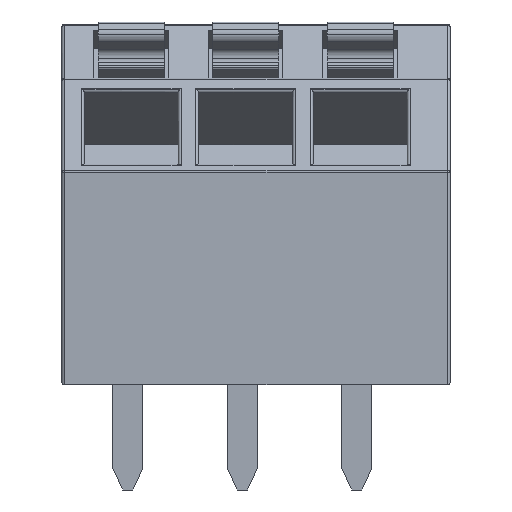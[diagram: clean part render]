
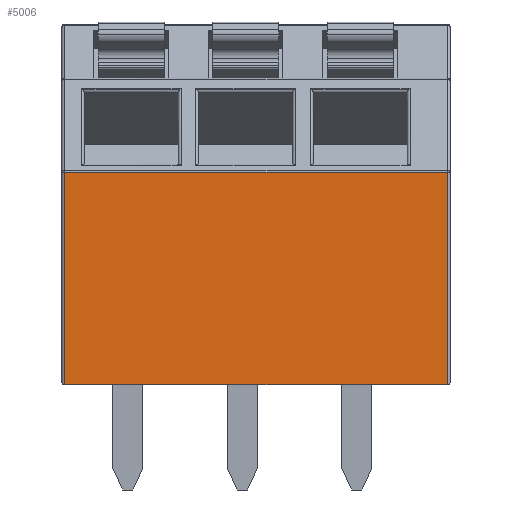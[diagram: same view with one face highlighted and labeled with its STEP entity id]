
A CAD part, front view. The second image highlights one B-rep face of the part: STEP entity #5006.
In plain terms, the highlighted planar face has unit normal (0, -1, 0).
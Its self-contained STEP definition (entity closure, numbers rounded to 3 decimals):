
#609 = VECTOR ( 'NONE', #14604, 1000. ) ;
#1098 = DIRECTION ( 'NONE',  ( -1., 0., 0. ) ) ;
#1545 = VERTEX_POINT ( 'NONE', #13340 ) ;
#1988 = VERTEX_POINT ( 'NONE', #24243 ) ;
#2531 = ORIENTED_EDGE ( 'NONE', *, *, #21770, .T. ) ;
#5006 = ADVANCED_FACE ( 'NONE', ( #14574 ), #10689, .F. ) ;
#5643 = LINE ( 'NONE', #24647, #15643 ) ;
#6239 = AXIS2_PLACEMENT_3D ( 'NONE', #8455, #20343, #1098 ) ;
#7004 = ORIENTED_EDGE ( 'NONE', *, *, #19521, .T. ) ;
#7453 = CARTESIAN_POINT ( 'NONE',  ( -6.01, -5.6, 7.072 ) ) ;
#8073 = VECTOR ( 'NONE', #20336, 1000. ) ;
#8455 = CARTESIAN_POINT ( 'NONE',  ( -6.01, -5.6, 12. ) ) ;
#10232 = VECTOR ( 'NONE', #24690, 1000. ) ;
#10689 = PLANE ( 'NONE',  #6239 ) ;
#13340 = CARTESIAN_POINT ( 'NONE',  ( -5.91, -5.6, 0. ) ) ;
#13714 = CARTESIAN_POINT ( 'NONE',  ( 6.82, -5.6, 7.072 ) ) ;
#13795 = CARTESIAN_POINT ( 'NONE',  ( 6.82, -5.6, 0. ) ) ;
#14117 = LINE ( 'NONE', #7453, #10232 ) ;
#14574 = FACE_OUTER_BOUND ( 'NONE', #17233, .T. ) ;
#14604 = DIRECTION ( 'NONE',  ( 1., 0., 0. ) ) ;
#15028 = ORIENTED_EDGE ( 'NONE', *, *, #19398, .T. ) ;
#15643 = VECTOR ( 'NONE', #19067, 1000. ) ;
#16121 = LINE ( 'NONE', #16237, #609 ) ;
#16237 = CARTESIAN_POINT ( 'NONE',  ( -6.01, -5.6, 0. ) ) ;
#16376 = VERTEX_POINT ( 'NONE', #13795 ) ;
#16442 = CARTESIAN_POINT ( 'NONE',  ( -5.91, -5.6, 12. ) ) ;
#17233 = EDGE_LOOP ( 'NONE', ( #20702, #7004, #2531, #15028 ) ) ;
#19067 = DIRECTION ( 'NONE',  ( 0., 0., 1. ) ) ;
#19398 = EDGE_CURVE ( 'NONE', #1988, #1545, #21613, .T. ) ;
#19521 = EDGE_CURVE ( 'NONE', #16376, #22765, #5643, .T. ) ;
#20336 = DIRECTION ( 'NONE',  ( 0., 0., -1. ) ) ;
#20343 = DIRECTION ( 'NONE',  ( 0., 1., 0. ) ) ;
#20702 = ORIENTED_EDGE ( 'NONE', *, *, #22527, .T. ) ;
#21613 = LINE ( 'NONE', #16442, #8073 ) ;
#21770 = EDGE_CURVE ( 'NONE', #22765, #1988, #14117, .T. ) ;
#22527 = EDGE_CURVE ( 'NONE', #1545, #16376, #16121, .T. ) ;
#22765 = VERTEX_POINT ( 'NONE', #13714 ) ;
#24243 = CARTESIAN_POINT ( 'NONE',  ( -5.91, -5.6, 7.072 ) ) ;
#24647 = CARTESIAN_POINT ( 'NONE',  ( 6.82, -5.6, 12. ) ) ;
#24690 = DIRECTION ( 'NONE',  ( -1., 0., 0. ) ) ;
